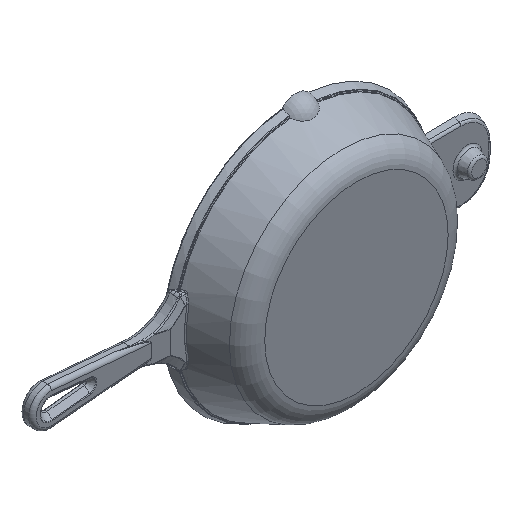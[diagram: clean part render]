
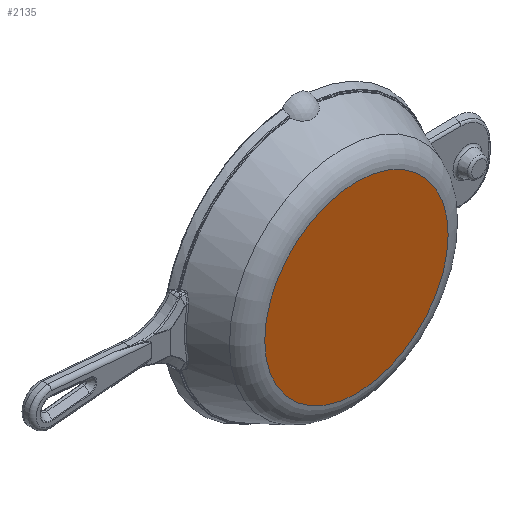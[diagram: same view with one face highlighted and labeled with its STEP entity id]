
A CAD part, isometric view. The second image highlights one B-rep face of the part: STEP entity #2135.
In plain terms, the highlighted planar face has unit normal (0, -1, 0).
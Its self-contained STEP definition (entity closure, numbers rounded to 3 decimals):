
#246=PLANE('',#2382);
#310=FACE_OUTER_BOUND('',#460,.T.);
#460=EDGE_LOOP('',(#1649));
#752=CIRCLE('',#2337,72.466);
#936=VERTEX_POINT('',#3910);
#1163=EDGE_CURVE('',#936,#936,#752,.T.);
#1649=ORIENTED_EDGE('',*,*,#1163,.T.);
#2135=ADVANCED_FACE('',(#310),#246,.F.);
#2337=AXIS2_PLACEMENT_3D('',#3912,#2733,#2734);
#2382=AXIS2_PLACEMENT_3D('',#4502,#2830,#2831);
#2733=DIRECTION('center_axis',(0.,-1.,0.));
#2734=DIRECTION('ref_axis',(0.,0.,1.));
#2830=DIRECTION('center_axis',(0.,1.,0.));
#2831=DIRECTION('ref_axis',(0.,0.,1.));
#3910=CARTESIAN_POINT('',(0.,0.,-72.466));
#3912=CARTESIAN_POINT('Origin',(0.,0.,0.));
#4502=CARTESIAN_POINT('Origin',(0.,0.,0.));
